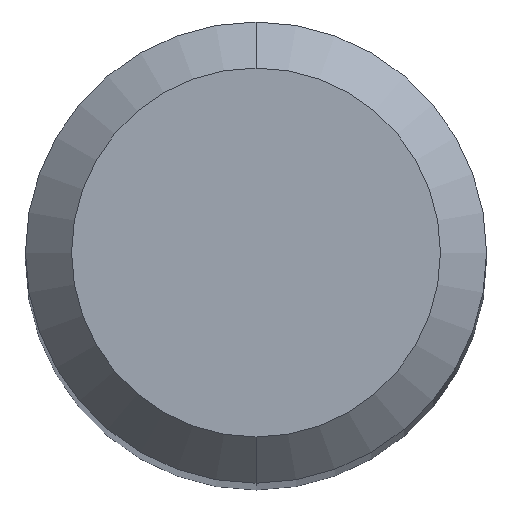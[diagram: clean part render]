
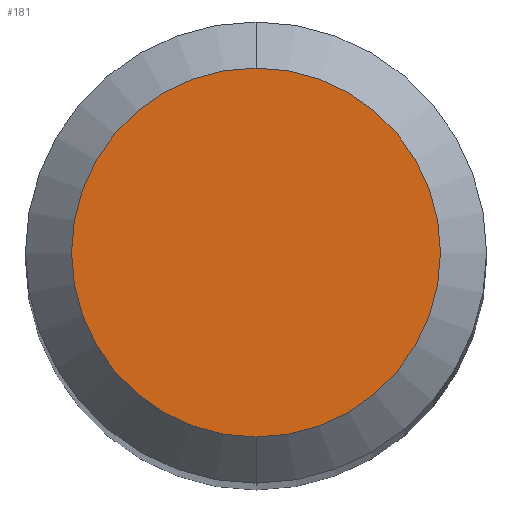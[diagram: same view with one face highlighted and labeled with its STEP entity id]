
A CAD part, top view. The second image highlights one B-rep face of the part: STEP entity #181.
In plain terms, the highlighted planar face has unit normal (0, 0, 1).
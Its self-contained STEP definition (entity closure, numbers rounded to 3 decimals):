
#111=VERTEX_POINT('',#263);
#137=EDGE_CURVE('',#111,#161,#292,.T.);
#161=VERTEX_POINT('',#319);
#181=ADVANCED_FACE('',(#343),#344,.T.);
#207=EDGE_CURVE('',#161,#111,#372,.T.);
#263=CARTESIAN_POINT('',(0.,-1.2,0.));
#292=CIRCLE('',#468,1.2);
#319=CARTESIAN_POINT('',(0.0,1.2,0.));
#343=FACE_OUTER_BOUND('',#530,.T.);
#344=PLANE('',#531);
#372=CIRCLE('',#569,1.2);
#468=AXIS2_PLACEMENT_3D('',#658,#659,#660);
#530=EDGE_LOOP('',(#732,#733));
#531=AXIS2_PLACEMENT_3D('',#734,#735,#736);
#569=AXIS2_PLACEMENT_3D('',#758,#759,#760);
#658=CARTESIAN_POINT('',(0.0,0.0,0.));
#659=DIRECTION('',(0.0,0.0,-1.0));
#660=DIRECTION('',(0.0,1.0,0.0));
#732=ORIENTED_EDGE('',*,*,#207,.F.);
#733=ORIENTED_EDGE('',*,*,#137,.F.);
#734=CARTESIAN_POINT('',(0.0,0.6,0.));
#735=DIRECTION('',(-0.0,0.0,1.0));
#736=DIRECTION('',(0.0,-1.0,0.0));
#758=CARTESIAN_POINT('',(0.0,0.0,0.));
#759=DIRECTION('',(0.0,0.0,-1.0));
#760=DIRECTION('',(0.0,1.0,0.0));
